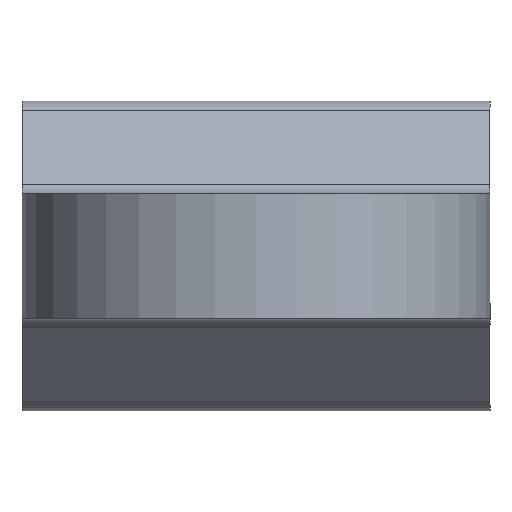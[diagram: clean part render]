
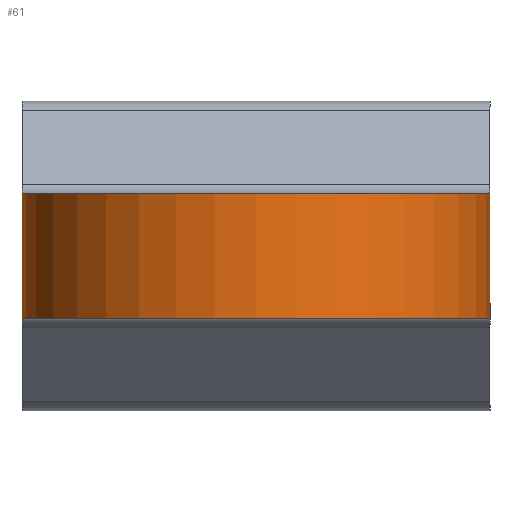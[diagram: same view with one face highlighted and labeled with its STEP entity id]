
A CAD part, left-side view. The second image highlights one B-rep face of the part: STEP entity #61.
In plain terms, the highlighted cylindrical face has radius 15 mm (diameter 30 mm), a partial arc.
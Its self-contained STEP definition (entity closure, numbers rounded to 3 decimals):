
#2=CARTESIAN_POINT('',(-24.0,-15.,-10.));
#3=DIRECTION('',(0.,0.,1.0));
#4=DIRECTION('',(0.,1.0,0.));
#5=AXIS2_PLACEMENT_3D('',#2,#3,#4);
#6=CYLINDRICAL_SURFACE('',#5,15.);
#7=CARTESIAN_POINT('',(-24.0,0.0,4.));
#8=VERTEX_POINT('',#7);
#9=CARTESIAN_POINT('',(-39.0,-15.,4.0));
#10=VERTEX_POINT('',#9);
#11=CARTESIAN_POINT('',(-24.0,-15.,4.));
#12=DIRECTION('',(0.,0.,1.0));
#13=DIRECTION('',(-1.0,0.0,0.));
#14=AXIS2_PLACEMENT_3D('',#11,#12,#13);
#15=CIRCLE('',#14,15.);
#16=EDGE_CURVE('',#8,#10,#15,.T.);
#17=ORIENTED_EDGE('',*,*,#16,.F.);
#18=CARTESIAN_POINT('',(-24.0,0.0,-4.));
#19=VERTEX_POINT('',#18);
#20=CARTESIAN_POINT('',(-24.0,0.0,-4.));
#21=DIRECTION('',(0.0,0.0,1.0));
#22=VECTOR('',#21,8.);
#23=LINE('',#20,#22);
#24=EDGE_CURVE('',#19,#8,#23,.T.);
#25=ORIENTED_EDGE('',*,*,#24,.F.);
#26=CARTESIAN_POINT('',(-39.0,-15.,-4.));
#27=VERTEX_POINT('',#26);
#28=CARTESIAN_POINT('',(-24.0,-15.,-4.));
#29=DIRECTION('',(0.,0.,1.0));
#30=DIRECTION('',(-1.0,0.0,0.));
#31=AXIS2_PLACEMENT_3D('',#28,#29,#30);
#32=CIRCLE('',#31,15.);
#33=EDGE_CURVE('',#19,#27,#32,.T.);
#34=ORIENTED_EDGE('',*,*,#33,.T.);
#35=CARTESIAN_POINT('',(-24.0,-30.,-4.));
#36=VERTEX_POINT('',#35);
#37=CARTESIAN_POINT('',(-24.0,-15.,-4.));
#38=DIRECTION('',(0.,0.,1.0));
#39=DIRECTION('',(-1.0,0.0,0.));
#40=AXIS2_PLACEMENT_3D('',#37,#38,#39);
#41=CIRCLE('',#40,15.);
#42=EDGE_CURVE('',#27,#36,#41,.T.);
#43=ORIENTED_EDGE('',*,*,#42,.T.);
#44=CARTESIAN_POINT('',(-24.0,-30.0,4.));
#45=VERTEX_POINT('',#44);
#46=CARTESIAN_POINT('',(-24.0,-30.,-4.));
#47=DIRECTION('',(0.0,0.0,1.0));
#48=VECTOR('',#47,8.);
#49=LINE('',#46,#48);
#50=EDGE_CURVE('',#36,#45,#49,.T.);
#51=ORIENTED_EDGE('',*,*,#50,.T.);
#52=CARTESIAN_POINT('',(-24.0,-15.,4.));
#53=DIRECTION('',(0.,0.,1.0));
#54=DIRECTION('',(-1.0,0.0,0.));
#55=AXIS2_PLACEMENT_3D('',#52,#53,#54);
#56=CIRCLE('',#55,15.);
#57=EDGE_CURVE('',#10,#45,#56,.T.);
#58=ORIENTED_EDGE('',*,*,#57,.F.);
#59=EDGE_LOOP('',(#17,#25,#34,#43,#51,#58));
#60=FACE_OUTER_BOUND('',#59,.T.);
#61=ADVANCED_FACE('',(#60),#6,.T.);
